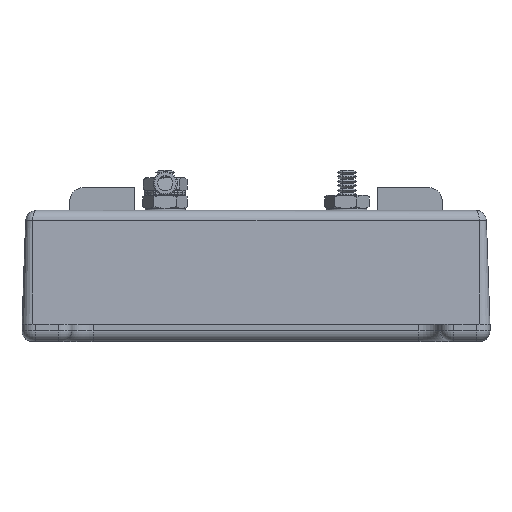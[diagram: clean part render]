
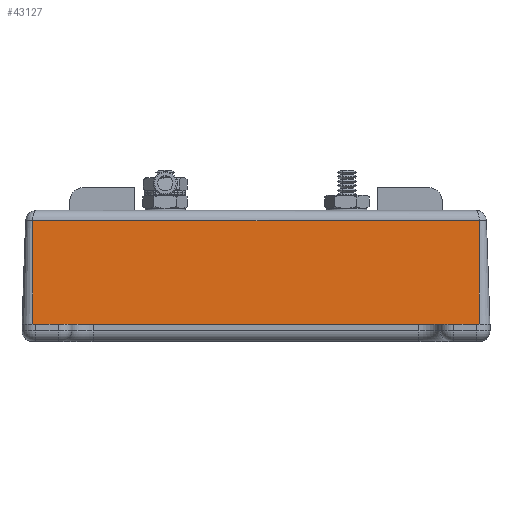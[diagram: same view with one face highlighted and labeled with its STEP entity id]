
A CAD part, top view. The second image highlights one B-rep face of the part: STEP entity #43127.
In plain terms, the highlighted planar face has unit normal (0, 0.035, 0.999).
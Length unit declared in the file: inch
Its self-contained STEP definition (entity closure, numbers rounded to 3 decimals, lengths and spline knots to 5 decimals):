
#401 = LINE ( 'NONE', #7288, #40719 ) ;
#1118 = LINE ( 'NONE', #39426, #7241 ) ;
#2327 = VERTEX_POINT ( 'NONE', #16552 ) ;
#3653 = ORIENTED_EDGE ( 'NONE', *, *, #31539, .F. ) ;
#3899 = CARTESIAN_POINT ( 'NONE',  ( -2.088, 0., 1.185 ) ) ;
#7241 = VECTOR ( 'NONE', #42824, 39.37008 ) ;
#7288 = CARTESIAN_POINT ( 'NONE',  ( -2.088, 0.96749, 1.15121 ) ) ;
#9783 = VERTEX_POINT ( 'NONE', #31057 ) ;
#10953 = LINE ( 'NONE', #18989, #21993 ) ;
#14295 = VERTEX_POINT ( 'NONE', #18206 ) ;
#14800 = DIRECTION ( 'NONE',  ( -1., 0., 0. ) ) ;
#15166 = VERTEX_POINT ( 'NONE', #3899 ) ;
#16552 = CARTESIAN_POINT ( 'NONE',  ( -2.088, 0.96749, 1.15121 ) ) ;
#18206 = CARTESIAN_POINT ( 'NONE',  ( 2.088, 0.96749, 1.15121 ) ) ;
#18591 = CARTESIAN_POINT ( 'NONE',  ( 2.088, 0., 1.185 ) ) ;
#18989 = CARTESIAN_POINT ( 'NONE',  ( -2.088, 0., 1.185 ) ) ;
#21993 = VECTOR ( 'NONE', #35026, 39.37008 ) ;
#22483 = DIRECTION ( 'NONE',  ( 0., -0.999, 0.035 ) ) ;
#23910 = EDGE_CURVE ( 'NONE', #2327, #15166, #10953, .T. ) ;
#30487 = PLANE ( 'NONE',  #39764 ) ;
#31057 = CARTESIAN_POINT ( 'NONE',  ( 2.088, 0., 1.185 ) ) ;
#31539 = EDGE_CURVE ( 'NONE', #14295, #9783, #45037, .T. ) ;
#32813 = EDGE_CURVE ( 'NONE', #15166, #9783, #1118, .T. ) ;
#34043 = DIRECTION ( 'NONE',  ( 0., 0.035, 0.999 ) ) ;
#34212 = CARTESIAN_POINT ( 'NONE',  ( -2.088, 0., 1.185 ) ) ;
#34679 = VECTOR ( 'NONE', #46195, 39.37008 ) ;
#35026 = DIRECTION ( 'NONE',  ( 0., -0.999, 0.035 ) ) ;
#35749 = FACE_OUTER_BOUND ( 'NONE', #37347, .T. ) ;
#37347 = EDGE_LOOP ( 'NONE', ( #3653, #38844, #39363, #38417 ) ) ;
#38417 = ORIENTED_EDGE ( 'NONE', *, *, #32813, .T. ) ;
#38844 = ORIENTED_EDGE ( 'NONE', *, *, #42556, .T. ) ;
#39363 = ORIENTED_EDGE ( 'NONE', *, *, #23910, .T. ) ;
#39426 = CARTESIAN_POINT ( 'NONE',  ( -2.088, 0., 1.185 ) ) ;
#39764 = AXIS2_PLACEMENT_3D ( 'NONE', #34212, #34043, #22483 ) ;
#40719 = VECTOR ( 'NONE', #14800, 39.37008 ) ;
#42556 = EDGE_CURVE ( 'NONE', #14295, #2327, #401, .T. ) ;
#42824 = DIRECTION ( 'NONE',  ( 1., 0., 0. ) ) ;
#43127 = ADVANCED_FACE ( 'NONE', ( #35749 ), #30487, .T. ) ;
#45037 = LINE ( 'NONE', #18591, #34679 ) ;
#46195 = DIRECTION ( 'NONE',  ( 0., -0.999, 0.035 ) ) ;
